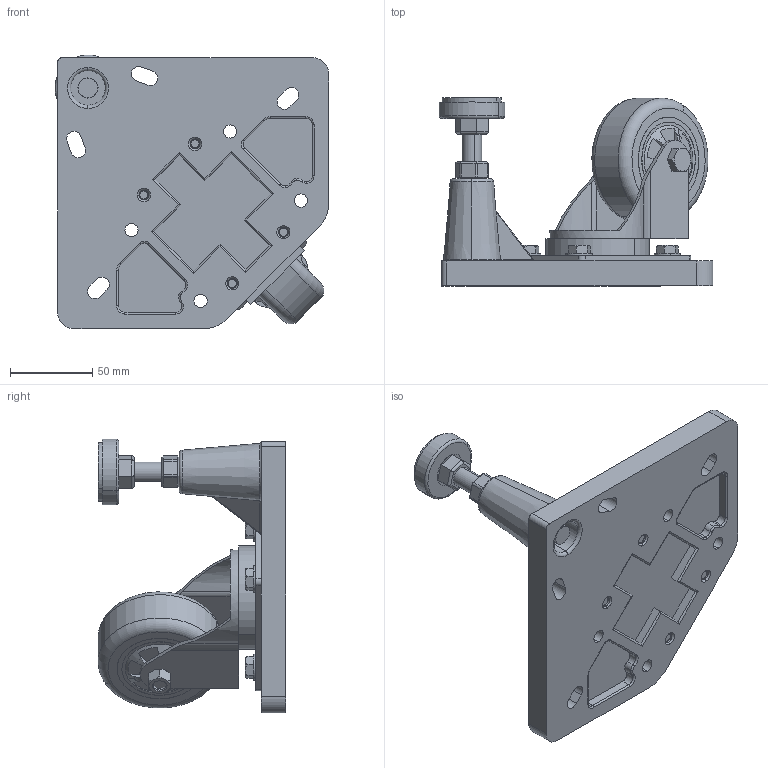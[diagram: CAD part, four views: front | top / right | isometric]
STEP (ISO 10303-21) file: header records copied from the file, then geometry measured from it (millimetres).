
FILE_DESCRIPTION (( 'STEP AP214' ), '1' );
FILE_NAME ('A810 Îïîðà ôóíäàìåíòíàÿ ìîáèëüíàÿ.STEP', '2025-06-26T12:13:04', ( '' ), ( '' ), 'SwSTEP 2.0', 'SolidWorks 2025', '' );
FILE_SCHEMA (( 'AUTOMOTIVE_DESIGN' ));
Length unit declared in the file: millimetre
Products named in the file (16): Колеса_стойка_00; Опора ножки_00; Колесо_Болт_00; Шайба_00; A810 Колесо_00; Вал для ножки_00; Колесо_пластина_00; Колесо_ось_00; Платформа_Болт — копия_00; Платформа_00; A810 Опора фундаментная мобильная; Колесо_Гайка_00; A810 Ножка_00; Колесо_колесо_01; Колесо_внутрь колеса_00; Гайка для ножки_00
Assembly tree (21 placements, depth 3):
  A810 Опора фундаментная мобильная
    Платформа_00
    A810 Колесо_00
      Колесо_пластина_00
      Колеса_стойка_00
      Колесо_колесо_01
      Колесо_ось_00
      Колесо_внутрь колеса_00
      Колесо_Болт_00
      Колесо_Гайка_00
    A810 Ножка_00
      Опора ножки_00
      Вал для ножки_00
      Гайка для ножки_00
    Платформа_Болт — копия_00  x4
    Шайба_00  x4
Bounding box: 166.43 x 114.19 x 166.43 mm (x, y, z)
Volume: 588619.8 mm3; surface area: 151609.5 mm2
Topology: 19 solids, 19 shells, 562 faces, 1383 edges, 868 vertices
Faces by surface type: cylinder 223, plane 198, torus 61, cone 58, bspline 14, sphere 8
Entity records: 17035 total; most frequent: CARTESIAN_POINT 3656, DIRECTION 2605, ORIENTED_EDGE 2442, EDGE_CURVE 1221, AXIS2_PLACEMENT_3D 1055, VERTEX_POINT 772, EDGE_LOOP 563, CIRCLE 550
